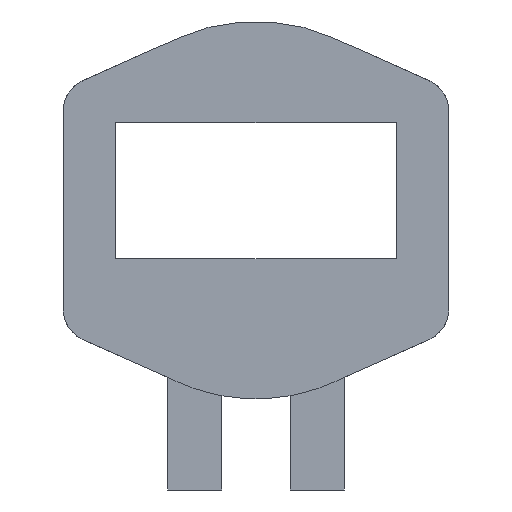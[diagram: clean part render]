
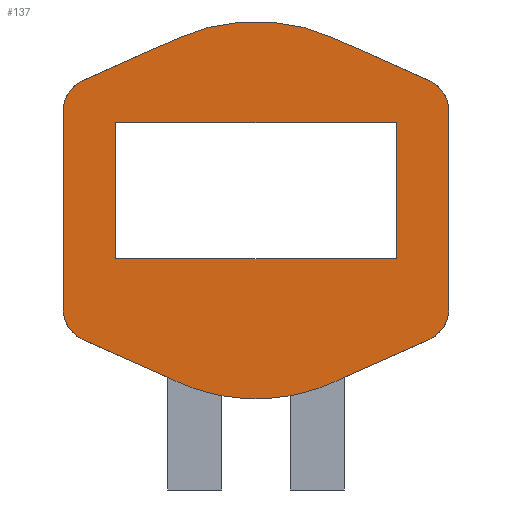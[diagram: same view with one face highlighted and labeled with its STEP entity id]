
A CAD part, front view. The second image highlights one B-rep face of the part: STEP entity #137.
In plain terms, the highlighted planar face has unit normal (0, -1, 0).
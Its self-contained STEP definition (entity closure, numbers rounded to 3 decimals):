
#22 = VERTEX_POINT('',#23);
#23 = CARTESIAN_POINT('',(11.297,-50.,61.496));
#41 = VERTEX_POINT('',#42);
#42 = CARTESIAN_POINT('',(-11.297,-50.,61.496));
#48 = EDGE_CURVE('',#22,#41,#49,.T.);
#49 = CIRCLE('',#50,27.75);
#50 = AXIS2_PLACEMENT_3D('',#51,#52,#53);
#51 = CARTESIAN_POINT('',(0.,-50.,36.15));
#52 = DIRECTION('',(0.,-1.,0.));
#53 = DIRECTION('',(1.,0.,0.));
#63 = EDGE_CURVE('',#22,#64,#66,.T.);
#64 = VERTEX_POINT('',#65);
#65 = CARTESIAN_POINT('',(25.386,-50.,55.217));
#66 = LINE('',#67,#68);
#67 = CARTESIAN_POINT('',(11.297,-50.,61.496));
#68 = VECTOR('',#69,1.);
#69 = DIRECTION('',(0.913,0.,-0.407));
#102 = EDGE_CURVE('',#41,#103,#105,.T.);
#103 = VERTEX_POINT('',#104);
#104 = CARTESIAN_POINT('',(-25.386,-50.,55.217));
#105 = LINE('',#106,#107);
#106 = CARTESIAN_POINT('',(-11.297,-50.,61.496));
#107 = VECTOR('',#108,1.);
#108 = DIRECTION('',(-0.913,0.,-0.407)
  );
#137 = ADVANCED_FACE('',(#138,#252),#286,.F.);
#138 = FACE_BOUND('',#139,.F.);
#139 = EDGE_LOOP('',(#140,#141,#142,#151,#159,#168,#176,#184,#193,#202,
    #211,#219,#227,#236,#244,#251));
#140 = ORIENTED_EDGE('',*,*,#48,.F.);
#141 = ORIENTED_EDGE('',*,*,#63,.T.);
#142 = ORIENTED_EDGE('',*,*,#143,.F.);
#143 = EDGE_CURVE('',#144,#64,#146,.T.);
#144 = VERTEX_POINT('',#145);
#145 = CARTESIAN_POINT('',(28.35,-50.,50.65));
#146 = CIRCLE('',#147,5.);
#147 = AXIS2_PLACEMENT_3D('',#148,#149,#150);
#148 = CARTESIAN_POINT('',(23.35,-50.,50.65));
#149 = DIRECTION('',(0.,-1.,0.));
#150 = DIRECTION('',(1.,0.,0.));
#151 = ORIENTED_EDGE('',*,*,#152,.F.);
#152 = EDGE_CURVE('',#153,#144,#155,.T.);
#153 = VERTEX_POINT('',#154);
#154 = CARTESIAN_POINT('',(28.35,-50.,21.65));
#155 = LINE('',#156,#157);
#156 = CARTESIAN_POINT('',(28.35,-50.,21.65));
#157 = VECTOR('',#158,1.);
#158 = DIRECTION('',(0.,0.,1.));
#159 = ORIENTED_EDGE('',*,*,#160,.F.);
#160 = EDGE_CURVE('',#161,#153,#163,.T.);
#161 = VERTEX_POINT('',#162);
#162 = CARTESIAN_POINT('',(25.386,-50.,17.083));
#163 = CIRCLE('',#164,5.);
#164 = AXIS2_PLACEMENT_3D('',#165,#166,#167);
#165 = CARTESIAN_POINT('',(23.35,-50.,21.65));
#166 = DIRECTION('',(0.,-1.,0.));
#167 = DIRECTION('',(1.,0.,0.));
#168 = ORIENTED_EDGE('',*,*,#169,.F.);
#169 = EDGE_CURVE('',#170,#161,#172,.T.);
#170 = VERTEX_POINT('',#171);
#171 = CARTESIAN_POINT('',(13.,-50.,11.563));
#172 = LINE('',#173,#174);
#173 = CARTESIAN_POINT('',(11.297,-50.,10.804));
#174 = VECTOR('',#175,1.);
#175 = DIRECTION('',(0.913,0.,0.407));
#176 = ORIENTED_EDGE('',*,*,#177,.F.);
#177 = EDGE_CURVE('',#178,#170,#180,.T.);
#178 = VERTEX_POINT('',#179);
#179 = CARTESIAN_POINT('',(11.297,-50.,10.804));
#180 = LINE('',#181,#182);
#181 = CARTESIAN_POINT('',(11.297,-50.,10.804));
#182 = VECTOR('',#183,1.);
#183 = DIRECTION('',(0.913,0.,0.407));
#184 = ORIENTED_EDGE('',*,*,#185,.F.);
#185 = EDGE_CURVE('',#186,#178,#188,.T.);
#186 = VERTEX_POINT('',#187);
#187 = CARTESIAN_POINT('',(5.,-50.,8.854));
#188 = CIRCLE('',#189,27.75);
#189 = AXIS2_PLACEMENT_3D('',#190,#191,#192);
#190 = CARTESIAN_POINT('',(0.,-50.,36.15));
#191 = DIRECTION('',(0.,-1.,0.));
#192 = DIRECTION('',(1.,0.,0.));
#193 = ORIENTED_EDGE('',*,*,#194,.F.);
#194 = EDGE_CURVE('',#195,#186,#197,.T.);
#195 = VERTEX_POINT('',#196);
#196 = CARTESIAN_POINT('',(-5.,-50.,8.854));
#197 = CIRCLE('',#198,27.75);
#198 = AXIS2_PLACEMENT_3D('',#199,#200,#201);
#199 = CARTESIAN_POINT('',(0.,-50.,36.15));
#200 = DIRECTION('',(0.,-1.,0.));
#201 = DIRECTION('',(1.,0.,0.));
#202 = ORIENTED_EDGE('',*,*,#203,.F.);
#203 = EDGE_CURVE('',#204,#195,#206,.T.);
#204 = VERTEX_POINT('',#205);
#205 = CARTESIAN_POINT('',(-11.297,-50.,10.804));
#206 = CIRCLE('',#207,27.75);
#207 = AXIS2_PLACEMENT_3D('',#208,#209,#210);
#208 = CARTESIAN_POINT('',(0.,-50.,36.15));
#209 = DIRECTION('',(0.,-1.,0.));
#210 = DIRECTION('',(1.,0.,0.));
#211 = ORIENTED_EDGE('',*,*,#212,.T.);
#212 = EDGE_CURVE('',#204,#213,#215,.T.);
#213 = VERTEX_POINT('',#214);
#214 = CARTESIAN_POINT('',(-13.,-50.,11.563));
#215 = LINE('',#216,#217);
#216 = CARTESIAN_POINT('',(-11.297,-50.,10.804));
#217 = VECTOR('',#218,1.);
#218 = DIRECTION('',(-0.913,0.,0.407));
#219 = ORIENTED_EDGE('',*,*,#220,.T.);
#220 = EDGE_CURVE('',#213,#221,#223,.T.);
#221 = VERTEX_POINT('',#222);
#222 = CARTESIAN_POINT('',(-25.386,-50.,17.083));
#223 = LINE('',#224,#225);
#224 = CARTESIAN_POINT('',(-11.297,-50.,10.804));
#225 = VECTOR('',#226,1.);
#226 = DIRECTION('',(-0.913,0.,0.407));
#227 = ORIENTED_EDGE('',*,*,#228,.F.);
#228 = EDGE_CURVE('',#229,#221,#231,.T.);
#229 = VERTEX_POINT('',#230);
#230 = CARTESIAN_POINT('',(-28.35,-50.,21.65));
#231 = CIRCLE('',#232,5.);
#232 = AXIS2_PLACEMENT_3D('',#233,#234,#235);
#233 = CARTESIAN_POINT('',(-23.35,-50.,21.65));
#234 = DIRECTION('',(0.,-1.,0.));
#235 = DIRECTION('',(1.,0.,0.));
#236 = ORIENTED_EDGE('',*,*,#237,.F.);
#237 = EDGE_CURVE('',#238,#229,#240,.T.);
#238 = VERTEX_POINT('',#239);
#239 = CARTESIAN_POINT('',(-28.35,-50.,50.65));
#240 = LINE('',#241,#242);
#241 = CARTESIAN_POINT('',(-28.35,-50.,50.65));
#242 = VECTOR('',#243,1.);
#243 = DIRECTION('',(0.,0.,-1.));
#244 = ORIENTED_EDGE('',*,*,#245,.F.);
#245 = EDGE_CURVE('',#103,#238,#246,.T.);
#246 = CIRCLE('',#247,5.);
#247 = AXIS2_PLACEMENT_3D('',#248,#249,#250);
#248 = CARTESIAN_POINT('',(-23.35,-50.,50.65));
#249 = DIRECTION('',(0.,-1.,0.));
#250 = DIRECTION('',(1.,0.,0.));
#251 = ORIENTED_EDGE('',*,*,#102,.F.);
#252 = FACE_BOUND('',#253,.F.);
#253 = EDGE_LOOP('',(#254,#264,#272,#280));
#254 = ORIENTED_EDGE('',*,*,#255,.T.);
#255 = EDGE_CURVE('',#256,#258,#260,.T.);
#256 = VERTEX_POINT('',#257);
#257 = CARTESIAN_POINT('',(-20.6,-50.,48.985));
#258 = VERTEX_POINT('',#259);
#259 = CARTESIAN_POINT('',(-20.6,-50.,28.985));
#260 = LINE('',#261,#262);
#261 = CARTESIAN_POINT('',(-20.6,-50.,48.985));
#262 = VECTOR('',#263,1.);
#263 = DIRECTION('',(0.,0.,-1.));
#264 = ORIENTED_EDGE('',*,*,#265,.T.);
#265 = EDGE_CURVE('',#258,#266,#268,.T.);
#266 = VERTEX_POINT('',#267);
#267 = CARTESIAN_POINT('',(20.6,-50.,28.985));
#268 = LINE('',#269,#270);
#269 = CARTESIAN_POINT('',(-20.6,-50.,28.985));
#270 = VECTOR('',#271,1.);
#271 = DIRECTION('',(1.,0.,0.));
#272 = ORIENTED_EDGE('',*,*,#273,.T.);
#273 = EDGE_CURVE('',#266,#274,#276,.T.);
#274 = VERTEX_POINT('',#275);
#275 = CARTESIAN_POINT('',(20.6,-50.,48.985));
#276 = LINE('',#277,#278);
#277 = CARTESIAN_POINT('',(20.6,-50.,28.985));
#278 = VECTOR('',#279,1.);
#279 = DIRECTION('',(0.,0.,1.));
#280 = ORIENTED_EDGE('',*,*,#281,.T.);
#281 = EDGE_CURVE('',#274,#256,#282,.T.);
#282 = LINE('',#283,#284);
#283 = CARTESIAN_POINT('',(20.6,-50.,48.985));
#284 = VECTOR('',#285,1.);
#285 = DIRECTION('',(-1.,0.,0.));
#286 = PLANE('',#287);
#287 = AXIS2_PLACEMENT_3D('',#288,#289,#290);
#288 = CARTESIAN_POINT('',(0.,-50.,36.15));
#289 = DIRECTION('',(0.,1.,0.));
#290 = DIRECTION('',(0.,0.,1.));
